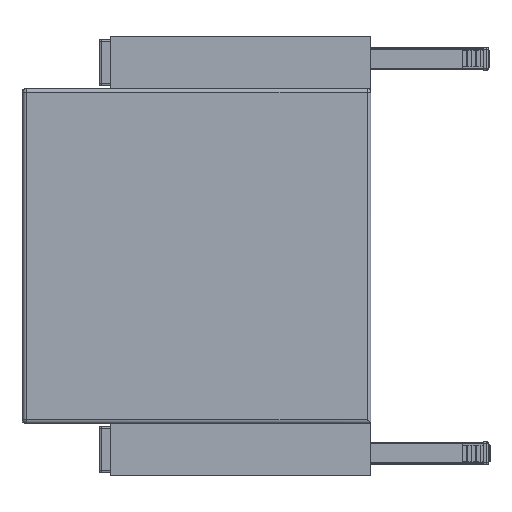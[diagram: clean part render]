
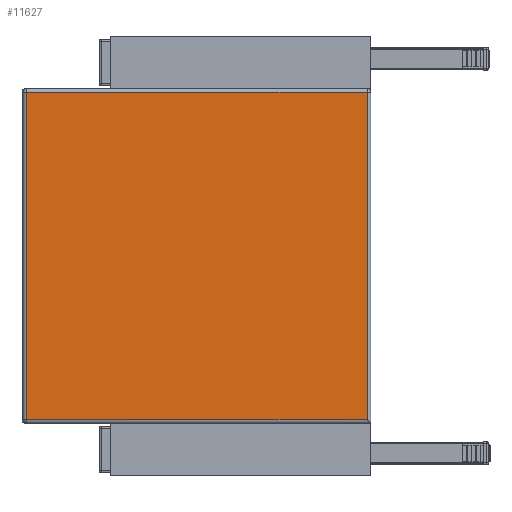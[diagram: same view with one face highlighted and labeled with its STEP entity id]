
A CAD part, left-side view. The second image highlights one B-rep face of the part: STEP entity #11627.
In plain terms, the highlighted planar face has unit normal (-1, 0, 0).
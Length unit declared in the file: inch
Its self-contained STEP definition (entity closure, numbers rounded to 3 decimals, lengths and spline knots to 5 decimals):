
#2327=FACE_OUTER_BOUND('',#3207,.T.);
#3207=EDGE_LOOP('',(#9438,#9439,#9440,#9441));
#4103=LINE('',#23941,#4766);
#4105=LINE('',#23960,#4768);
#4107=LINE('',#23980,#4770);
#4110=LINE('',#24009,#4773);
#4766=VECTOR('',#15316,22.89664);
#4768=VECTOR('',#15338,22.89664);
#4770=VECTOR('',#15348,22.);
#4773=VECTOR('',#15357,22.);
#5461=VERTEX_POINT('',#23933);
#5464=VERTEX_POINT('',#23940);
#5468=VERTEX_POINT('',#23949);
#5469=VERTEX_POINT('',#23953);
#6769=EDGE_CURVE('',#5464,#5461,#4103,.T.);
#6778=EDGE_CURVE('',#5469,#5468,#4105,.T.);
#6783=EDGE_CURVE('',#5461,#5469,#4107,.T.);
#6789=EDGE_CURVE('',#5468,#5464,#4110,.T.);
#9438=ORIENTED_EDGE('',*,*,#6778,.F.);
#9439=ORIENTED_EDGE('',*,*,#6783,.F.);
#9440=ORIENTED_EDGE('',*,*,#6769,.F.);
#9441=ORIENTED_EDGE('',*,*,#6789,.F.);
#11168=PLANE('',#12799);
#11627=ADVANCED_FACE('',(#2327),#11168,.T.);
#12799=AXIS2_PLACEMENT_3D('',#24056,#15421,#15422);
#15316=DIRECTION('',(0.,1.,0.));
#15338=DIRECTION('',(0.,-1.,0.));
#15348=DIRECTION('',(0.,0.,1.));
#15357=DIRECTION('',(0.,0.,-1.));
#15421=DIRECTION('center_axis',(-1.,0.,0.));
#15422=DIRECTION('ref_axis',(0.,1.,0.));
#23933=CARTESIAN_POINT('',(-13.5,14.77164,-23.875));
#23940=CARTESIAN_POINT('',(-13.5,-8.125,-23.875));
#23941=CARTESIAN_POINT('',(-13.5,-3.25967,-23.875));
#23949=CARTESIAN_POINT('',(-13.5,-8.125,-1.875));
#23953=CARTESIAN_POINT('',(-13.5,14.77164,-1.875));
#23960=CARTESIAN_POINT('',(-13.5,-3.25967,-1.875));
#23980=CARTESIAN_POINT('',(-13.5,14.77164,-1.625));
#24009=CARTESIAN_POINT('',(-13.5,-8.125,-13.05025));
#24056=CARTESIAN_POINT('Origin',(-13.5,-8.5,-1.625));
